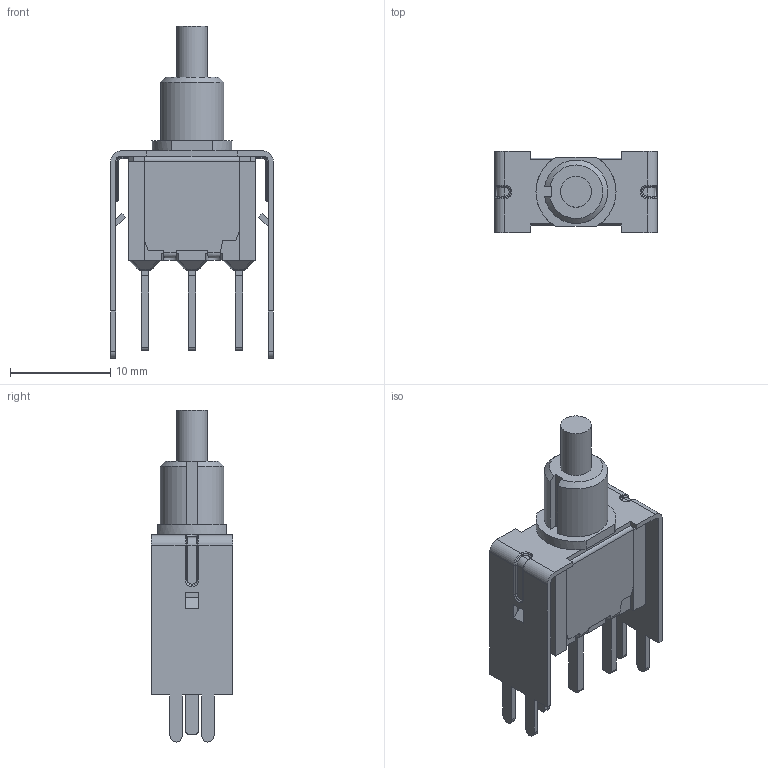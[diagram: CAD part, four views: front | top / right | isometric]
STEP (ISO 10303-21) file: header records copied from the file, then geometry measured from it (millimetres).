
FILE_DESCRIPTION(/* description */ (''),/* implementation_level */ '2;1');
FILE_NAME(/* name */ '700SP7B20VS3xE.stp',/* time_stamp */ '2024-07-23T12:10:10-05:00',/* author */ ('jsteinblock'),/* organization */ (''),/* preprocessor_version */ 'ST-DEVELOPER v18.1',/* originating_system */ 'Autodesk Inventor 2022',/* authorisation */ '');
FILE_SCHEMA (('AUTOMOTIVE_DESIGN { 1 0 10303 214 3 1 1 }'));
Length unit declared in the file: inch
Products named in the file (1): 700SP7B20VS3xE
Bounding box: 16.26 x 8.13 x 33.19 mm (x, y, z)
Volume: 1385.7 mm3; surface area: 1820.8 mm2
Topology: 1 solids, 4 shells, 477 faces, 1247 edges, 774 vertices
Faces by surface type: plane 257, cylinder 119, bspline 54, torus 34, sphere 12, cone 1
Full cylindrical faces by diameter (mm): 3.1 x2
Entity records: 14835 total; most frequent: CARTESIAN_POINT 3341, ORIENTED_EDGE 2470, DIRECTION 2248, EDGE_CURVE 1235, LINE 826, VECTOR 826, VERTEX_POINT 774, AXIS2_PLACEMENT_3D 711
